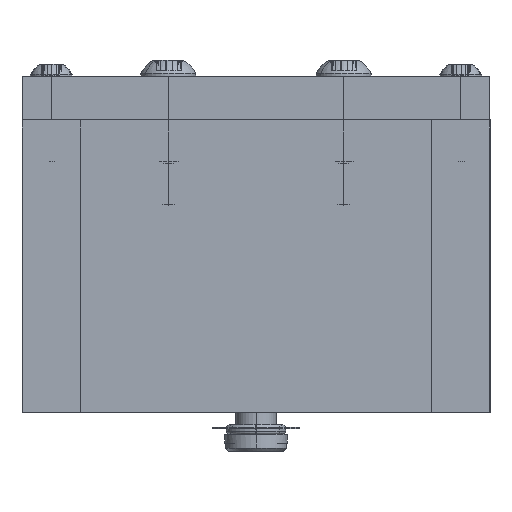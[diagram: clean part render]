
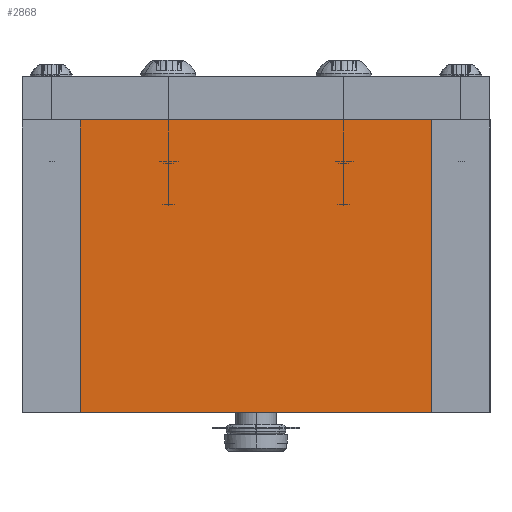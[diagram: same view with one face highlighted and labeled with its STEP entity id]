
A CAD part, left-side view. The second image highlights one B-rep face of the part: STEP entity #2868.
In plain terms, the highlighted face is planar.
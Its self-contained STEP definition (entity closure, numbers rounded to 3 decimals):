
#68 = CARTESIAN_POINT ( 'NONE',  ( -24., 40., 0. ) ) ;
#255 = CARTESIAN_POINT ( 'NONE',  ( -24., 40., 0. ) ) ;
#406 = DIRECTION ( 'NONE',  ( -1., 0., 0. ) ) ;
#750 = ORIENTED_EDGE ( 'NONE', *, *, #3773, .F. ) ;
#939 = VERTEX_POINT ( 'NONE', #1521 ) ;
#1485 = ORIENTED_EDGE ( 'NONE', *, *, #7704, .F. ) ;
#1521 = CARTESIAN_POINT ( 'NONE',  ( 24., 40., 0. ) ) ;
#1852 = VERTEX_POINT ( 'NONE', #8686 ) ;
#2444 = VERTEX_POINT ( 'NONE', #68 ) ;
#2505 = DIRECTION ( 'NONE',  ( 0., 1., 0. ) ) ;
#2574 = EDGE_CURVE ( 'NONE', #9670, #2444, #13763, .T. ) ;
#2744 = EDGE_CURVE ( 'NONE', #1852, #9670, #10069, .T. ) ;
#2868 = ADVANCED_FACE ( 'NONE', ( #11911 ), #3760, .F. ) ;
#3171 = VECTOR ( 'NONE', #2505, 1000. ) ;
#3510 = CARTESIAN_POINT ( 'NONE',  ( 24., 40., 0. ) ) ;
#3760 = PLANE ( 'NONE',  #11843 ) ;
#3773 = EDGE_CURVE ( 'NONE', #939, #2444, #4489, .T. ) ;
#4489 = LINE ( 'NONE', #3510, #7685 ) ;
#4716 = DIRECTION ( 'NONE',  ( 0., 0., 1. ) ) ;
#5347 = EDGE_LOOP ( 'NONE', ( #12654, #750, #1485, #12160 ) ) ;
#6036 = VECTOR ( 'NONE', #7814, 1000. ) ;
#7379 = VECTOR ( 'NONE', #10591, 1000. ) ;
#7685 = VECTOR ( 'NONE', #406, 1000. ) ;
#7695 = LINE ( 'NONE', #8348, #7379 ) ;
#7704 = EDGE_CURVE ( 'NONE', #1852, #939, #7695, .T. ) ;
#7814 = DIRECTION ( 'NONE',  ( -1., 0., 0. ) ) ;
#8348 = CARTESIAN_POINT ( 'NONE',  ( 24., 40., 0. ) ) ;
#8686 = CARTESIAN_POINT ( 'NONE',  ( 24., 0., 0. ) ) ;
#9670 = VERTEX_POINT ( 'NONE', #13732 ) ;
#10069 = LINE ( 'NONE', #13250, #6036 ) ;
#10073 = DIRECTION ( 'NONE',  ( 0., -1., 0. ) ) ;
#10591 = DIRECTION ( 'NONE',  ( 0., 1., 0. ) ) ;
#11191 = CARTESIAN_POINT ( 'NONE',  ( 24., 40., 0. ) ) ;
#11843 = AXIS2_PLACEMENT_3D ( 'NONE', #11191, #4716, #10073 ) ;
#11911 = FACE_OUTER_BOUND ( 'NONE', #5347, .T. ) ;
#12160 = ORIENTED_EDGE ( 'NONE', *, *, #2744, .T. ) ;
#12654 = ORIENTED_EDGE ( 'NONE', *, *, #2574, .T. ) ;
#13250 = CARTESIAN_POINT ( 'NONE',  ( 24., 0., 0. ) ) ;
#13732 = CARTESIAN_POINT ( 'NONE',  ( -24., 0., 0. ) ) ;
#13763 = LINE ( 'NONE', #255, #3171 ) ;
